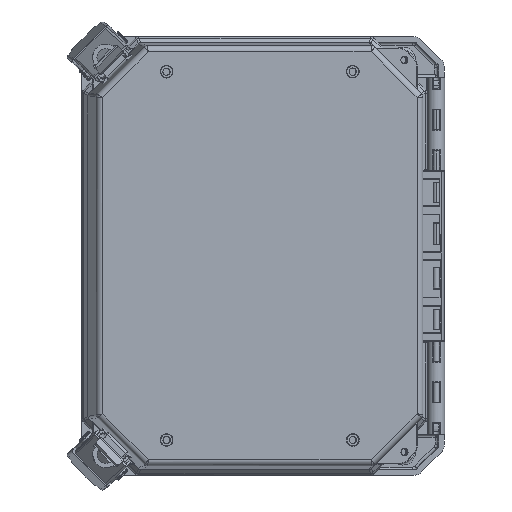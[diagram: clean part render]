
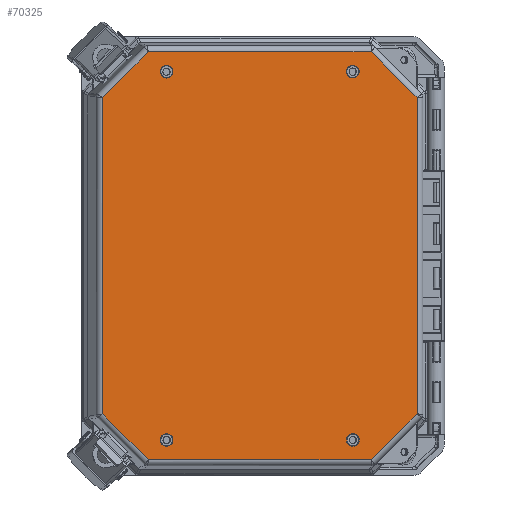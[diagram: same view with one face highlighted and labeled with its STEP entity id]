
A CAD part, top view. The second image highlights one B-rep face of the part: STEP entity #70325.
In plain terms, the highlighted face is planar.
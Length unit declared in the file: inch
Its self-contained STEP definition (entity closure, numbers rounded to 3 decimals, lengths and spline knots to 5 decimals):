
#2047 = LINE ( 'NONE', #59878, #20766 ) ;
#2416 = VERTEX_POINT ( 'NONE', #34480 ) ;
#2451 = ORIENTED_EDGE ( 'NONE', *, *, #46536, .T. ) ;
#2690 = AXIS2_PLACEMENT_3D ( 'NONE', #74281, #91489, #48099 ) ;
#2832 = EDGE_CURVE ( 'NONE', #26916, #40421, #63392, .T. ) ;
#3097 = FACE_OUTER_BOUND ( 'NONE', #52617, .T. ) ;
#3637 = DIRECTION ( 'NONE',  ( 0., -1., -0.017 ) ) ;
#4058 = DIRECTION ( 'NONE',  ( 0., -1., -0.017 ) ) ;
#4514 = DIRECTION ( 'NONE',  ( -1., 0., 0.017 ) ) ;
#4703 = VERTEX_POINT ( 'NONE', #92984 ) ;
#6356 = VECTOR ( 'NONE', #57886, 39.37008 ) ;
#7039 = EDGE_CURVE ( 'NONE', #8224, #36195, #22002, .T. ) ;
#8224 = VERTEX_POINT ( 'NONE', #53838 ) ;
#8988 = ORIENTED_EDGE ( 'NONE', *, *, #18747, .T. ) ;
#9881 = EDGE_LOOP ( 'NONE', ( #67764, #32160 ) ) ;
#9919 = EDGE_CURVE ( 'NONE', #40421, #26916, #91530, .T. ) ;
#10707 = CIRCLE ( 'NONE', #58402, 0.136 ) ;
#11659 = DIRECTION ( 'NONE',  ( 0.707, -0.707, -0.025 ) ) ;
#12320 = CARTESIAN_POINT ( 'NONE',  ( -4.76685, 0.06258, -4.22739 ) ) ;
#12887 = VERTEX_POINT ( 'NONE', #61450 ) ;
#14273 = ORIENTED_EDGE ( 'NONE', *, *, #17740, .T. ) ;
#14336 = DIRECTION ( 'NONE',  ( 0.017, -0.017, 1. ) ) ;
#14594 = AXIS2_PLACEMENT_3D ( 'NONE', #12320, #87006, #87460 ) ;
#14820 = VERTEX_POINT ( 'NONE', #94151 ) ;
#16302 = ORIENTED_EDGE ( 'NONE', *, *, #17268, .T. ) ;
#16778 = VECTOR ( 'NONE', #11659, 39.37008 ) ;
#17040 = DIRECTION ( 'NONE',  ( 0., -1., -0.017 ) ) ;
#17268 = EDGE_CURVE ( 'NONE', #74193, #82805, #91761, .T. ) ;
#17539 = PLANE ( 'NONE',  #48428 ) ;
#17740 = EDGE_CURVE ( 'NONE', #51433, #74193, #33653, .T. ) ;
#18029 = CARTESIAN_POINT ( 'NONE',  ( -0.76746, 7.96859, -4.15923 ) ) ;
#18747 = EDGE_CURVE ( 'NONE', #30579, #42306, #2047, .T. ) ;
#18962 = CARTESIAN_POINT ( 'NONE',  ( -4.91439, 8.3937, -4.07941 ) ) ;
#19682 = CARTESIAN_POINT ( 'NONE',  ( -0.63148, 0.06383, -4.29956 ) ) ;
#20766 = VECTOR ( 'NONE', #39135, 39.37008 ) ;
#20790 = AXIS2_PLACEMENT_3D ( 'NONE', #69713, #38390, #90449 ) ;
#21536 = CARTESIAN_POINT ( 'NONE',  ( -4.76685, 7.96737, -4.08943 ) ) ;
#21807 = AXIS2_PLACEMENT_3D ( 'NONE', #64019, #85727, #78957 ) ;
#22002 = CIRCLE ( 'NONE', #48179, 0.136 ) ;
#22022 = AXIS2_PLACEMENT_3D ( 'NONE', #45444, #83044, #30961 ) ;
#22334 = LINE ( 'NONE', #59937, #25303 ) ;
#24227 = VERTEX_POINT ( 'NONE', #73592 ) ;
#24694 = CARTESIAN_POINT ( 'NONE',  ( -4.90283, 0.06253, -4.22501 ) ) ;
#25303 = VECTOR ( 'NONE', #17040, 39.37008 ) ;
#26445 = VECTOR ( 'NONE', #89824, 39.37008 ) ;
#26486 = EDGE_CURVE ( 'NONE', #12887, #4703, #10707, .T. ) ;
#26916 = VERTEX_POINT ( 'NONE', #24694 ) ;
#28913 = LINE ( 'NONE', #36624, #6356 ) ;
#30579 = VERTEX_POINT ( 'NONE', #46232 ) ;
#30808 = AXIS2_PLACEMENT_3D ( 'NONE', #18029, #32949, #4058 ) ;
#30961 = DIRECTION ( 'NONE',  ( 1., 0., -0.017 ) ) ;
#31776 = ORIENTED_EDGE ( 'NONE', *, *, #87428, .T. ) ;
#32160 = ORIENTED_EDGE ( 'NONE', *, *, #7039, .T. ) ;
#32949 = DIRECTION ( 'NONE',  ( 0.017, -0.017, 1. ) ) ;
#33653 = LINE ( 'NONE', #63073, #34669 ) ;
#34351 = CARTESIAN_POINT ( 'NONE',  ( -4.91439, 1.8578, -4.19348 ) ) ;
#34479 = DIRECTION ( 'NONE',  ( -1., 0., 0.017 ) ) ;
#34480 = CARTESIAN_POINT ( 'NONE',  ( 0.61177, 0.62454, -4.31148 ) ) ;
#34669 = VECTOR ( 'NONE', #92460, 39.37008 ) ;
#34918 = ORIENTED_EDGE ( 'NONE', *, *, #63881, .T. ) ;
#36145 = VERTEX_POINT ( 'NONE', #91020 ) ;
#36195 = VERTEX_POINT ( 'NONE', #68377 ) ;
#36238 = ORIENTED_EDGE ( 'NONE', *, *, #93488, .T. ) ;
#36624 = CARTESIAN_POINT ( 'NONE',  ( 0.61177, 0.62454, -4.31148 ) ) ;
#37026 = EDGE_LOOP ( 'NONE', ( #31776, #45117 ) ) ;
#37116 = ORIENTED_EDGE ( 'NONE', *, *, #51744, .T. ) ;
#38390 = DIRECTION ( 'NONE',  ( 0.017, -0.017, 1. ) ) ;
#38813 = DIRECTION ( 'NONE',  ( 0.017, -0.017, 1. ) ) ;
#39135 = DIRECTION ( 'NONE',  ( -0.707, 0.707, 0.025 ) ) ;
#40421 = VERTEX_POINT ( 'NONE', #76391 ) ;
#41384 = CARTESIAN_POINT ( 'NONE',  ( -0.37493, 8.39508, -4.15864 ) ) ;
#41693 = LINE ( 'NONE', #78358, #53437 ) ;
#41887 = ORIENTED_EDGE ( 'NONE', *, *, #9919, .T. ) ;
#42306 = VERTEX_POINT ( 'NONE', #48577 ) ;
#43710 = DIRECTION ( 'NONE',  ( 0., -1., -0.017 ) ) ;
#45096 = CIRCLE ( 'NONE', #22022, 0.136 ) ;
#45117 = ORIENTED_EDGE ( 'NONE', *, *, #26486, .T. ) ;
#45444 = CARTESIAN_POINT ( 'NONE',  ( -0.76746, 0.06379, -4.29718 ) ) ;
#45960 = CARTESIAN_POINT ( 'NONE',  ( -5.15938, 8.39362, -4.07514 ) ) ;
#46232 = CARTESIAN_POINT ( 'NONE',  ( -5.15938, -0.36391, -4.22798 ) ) ;
#46536 = EDGE_CURVE ( 'NONE', #36145, #60888, #90105, .T. ) ;
#47889 = FACE_BOUND ( 'NONE', #9881, .T. ) ;
#48099 = DIRECTION ( 'NONE',  ( 0., -1., -0.017 ) ) ;
#48179 = AXIS2_PLACEMENT_3D ( 'NONE', #21536, #14336, #43710 ) ;
#48428 = AXIS2_PLACEMENT_3D ( 'NONE', #34351, #48826, #4514 ) ;
#48577 = CARTESIAN_POINT ( 'NONE',  ( -6.14607, 0.62248, -4.19354 ) ) ;
#48826 = DIRECTION ( 'NONE',  ( -0.017, 0.017, -1. ) ) ;
#50462 = ORIENTED_EDGE ( 'NONE', *, *, #61511, .T. ) ;
#51433 = VERTEX_POINT ( 'NONE', #82771 ) ;
#51744 = EDGE_CURVE ( 'NONE', #14820, #30579, #41693, .T. ) ;
#52617 = EDGE_LOOP ( 'NONE', ( #34918, #14273, #16302, #72338, #36238, #92893, #37116, #8988 ) ) ;
#53210 = LINE ( 'NONE', #75367, #26445 ) ;
#53437 = VECTOR ( 'NONE', #34479, 39.37008 ) ;
#53838 = CARTESIAN_POINT ( 'NONE',  ( -4.76685, 8.10335, -4.08705 ) ) ;
#55467 = CIRCLE ( 'NONE', #30808, 0.136 ) ;
#57886 = DIRECTION ( 'NONE',  ( -0.707, -0.707, 0. ) ) ;
#58402 = AXIS2_PLACEMENT_3D ( 'NONE', #75948, #38813, #3637 ) ;
#58505 = EDGE_CURVE ( 'NONE', #2416, #14820, #28913, .T. ) ;
#59878 = CARTESIAN_POINT ( 'NONE',  ( -5.15938, -0.36391, -4.22798 ) ) ;
#59937 = CARTESIAN_POINT ( 'NONE',  ( 0.61177, 1.85948, -4.28992 ) ) ;
#60170 = EDGE_LOOP ( 'NONE', ( #41887, #73253 ) ) ;
#60888 = VERTEX_POINT ( 'NONE', #19682 ) ;
#61450 = CARTESIAN_POINT ( 'NONE',  ( -0.76746, 8.10457, -4.15685 ) ) ;
#61511 = EDGE_CURVE ( 'NONE', #60888, #36145, #45096, .T. ) ;
#62831 = FACE_BOUND ( 'NONE', #64714, .T. ) ;
#63073 = CARTESIAN_POINT ( 'NONE',  ( -6.14607, 7.40663, -4.07514 ) ) ;
#63392 = CIRCLE ( 'NONE', #21807, 0.136 ) ;
#63765 = FACE_BOUND ( 'NONE', #37026, .T. ) ;
#63881 = EDGE_CURVE ( 'NONE', #42306, #51433, #53210, .T. ) ;
#64019 = CARTESIAN_POINT ( 'NONE',  ( -4.76685, 0.06258, -4.22739 ) ) ;
#64714 = EDGE_LOOP ( 'NONE', ( #50462, #2451 ) ) ;
#67764 = ORIENTED_EDGE ( 'NONE', *, *, #74383, .T. ) ;
#68377 = CARTESIAN_POINT ( 'NONE',  ( -4.76685, 7.83139, -4.0918 ) ) ;
#69119 = FACE_BOUND ( 'NONE', #60170, .T. ) ;
#69713 = CARTESIAN_POINT ( 'NONE',  ( -0.76746, 0.06379, -4.29718 ) ) ;
#69911 = VECTOR ( 'NONE', #78237, 39.37008 ) ;
#70325 = ADVANCED_FACE ( 'NONE', ( #3097, #47889, #62831, #69119, #63765 ), #17539, .T. ) ;
#72338 = ORIENTED_EDGE ( 'NONE', *, *, #76151, .T. ) ;
#73253 = ORIENTED_EDGE ( 'NONE', *, *, #2832, .T. ) ;
#73592 = CARTESIAN_POINT ( 'NONE',  ( 0.61177, 7.40868, -4.19308 ) ) ;
#74193 = VERTEX_POINT ( 'NONE', #45960 ) ;
#74281 = CARTESIAN_POINT ( 'NONE',  ( -4.76685, 7.96737, -4.08943 ) ) ;
#74383 = EDGE_CURVE ( 'NONE', #36195, #8224, #90396, .T. ) ;
#75367 = CARTESIAN_POINT ( 'NONE',  ( -6.14607, 1.85742, -4.17198 ) ) ;
#75948 = CARTESIAN_POINT ( 'NONE',  ( -0.76746, 7.96859, -4.15923 ) ) ;
#76151 = EDGE_CURVE ( 'NONE', #82805, #24227, #92596, .T. ) ;
#76391 = CARTESIAN_POINT ( 'NONE',  ( -4.63087, 0.06262, -4.22976 ) ) ;
#77210 = CARTESIAN_POINT ( 'NONE',  ( -0.37493, 8.39508, -4.15864 ) ) ;
#78237 = DIRECTION ( 'NONE',  ( 1., 0., -0.017 ) ) ;
#78358 = CARTESIAN_POINT ( 'NONE',  ( -4.91439, -0.36384, -4.23225 ) ) ;
#78957 = DIRECTION ( 'NONE',  ( 1., 0., -0.017 ) ) ;
#82771 = CARTESIAN_POINT ( 'NONE',  ( -6.14607, 7.40663, -4.07514 ) ) ;
#82805 = VERTEX_POINT ( 'NONE', #41384 ) ;
#83044 = DIRECTION ( 'NONE',  ( 0.017, -0.017, 1. ) ) ;
#85727 = DIRECTION ( 'NONE',  ( 0.017, -0.017, 1. ) ) ;
#87006 = DIRECTION ( 'NONE',  ( 0.017, -0.017, 1. ) ) ;
#87428 = EDGE_CURVE ( 'NONE', #4703, #12887, #55467, .T. ) ;
#87460 = DIRECTION ( 'NONE',  ( 1., 0., -0.017 ) ) ;
#89824 = DIRECTION ( 'NONE',  ( 0., 1., 0.017 ) ) ;
#90105 = CIRCLE ( 'NONE', #20790, 0.136 ) ;
#90396 = CIRCLE ( 'NONE', #2690, 0.136 ) ;
#90449 = DIRECTION ( 'NONE',  ( 1., 0., -0.017 ) ) ;
#91020 = CARTESIAN_POINT ( 'NONE',  ( -0.90344, 0.06375, -4.29481 ) ) ;
#91489 = DIRECTION ( 'NONE',  ( 0.017, -0.017, 1. ) ) ;
#91530 = CIRCLE ( 'NONE', #14594, 0.136 ) ;
#91761 = LINE ( 'NONE', #18962, #69911 ) ;
#92460 = DIRECTION ( 'NONE',  ( 0.707, 0.707, 0. ) ) ;
#92596 = LINE ( 'NONE', #77210, #16778 ) ;
#92893 = ORIENTED_EDGE ( 'NONE', *, *, #58505, .T. ) ;
#92984 = CARTESIAN_POINT ( 'NONE',  ( -0.76746, 7.83261, -4.1616 ) ) ;
#93488 = EDGE_CURVE ( 'NONE', #24227, #2416, #22334, .T. ) ;
#94151 = CARTESIAN_POINT ( 'NONE',  ( -0.37493, -0.36246, -4.31148 ) ) ;
